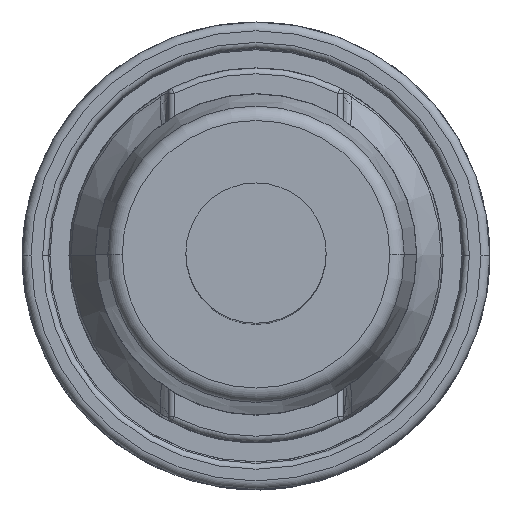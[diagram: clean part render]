
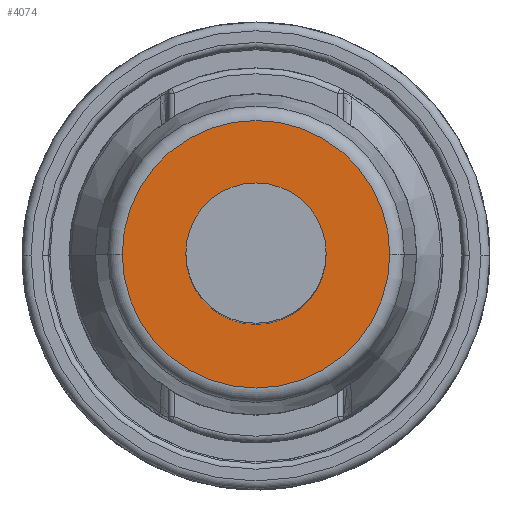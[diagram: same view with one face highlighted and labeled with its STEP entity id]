
A CAD part, top view. The second image highlights one B-rep face of the part: STEP entity #4074.
In plain terms, the highlighted planar face has unit normal (0, 0, 1).
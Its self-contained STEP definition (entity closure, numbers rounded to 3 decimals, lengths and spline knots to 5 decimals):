
#133 = CIRCLE ( 'NONE', #77547, 0.18017 ) ;
#3283 = EDGE_CURVE ( 'NONE', #10621, #63294, #133, .T. ) ;
#3881 = ORIENTED_EDGE ( 'NONE', *, *, #20085, .T. ) ;
#4074 = ADVANCED_FACE ( 'NONE', ( #79098, #85272 ), #32387, .F. ) ;
#4860 = EDGE_LOOP ( 'NONE', ( #49340, #87278 ) ) ;
#10351 = DIRECTION ( 'NONE',  ( 0., -1., 0. ) ) ;
#10621 = VERTEX_POINT ( 'NONE', #68811 ) ;
#11372 = CARTESIAN_POINT ( 'NONE',  ( 0., 0., 1.57087 ) ) ;
#11535 = CARTESIAN_POINT ( 'NONE',  ( 0.18017, 0., 1.57087 ) ) ;
#13464 = CIRCLE ( 'NONE', #45894, 0.09449 ) ;
#13476 = CIRCLE ( 'NONE', #85287, 0.09449 ) ;
#19014 = EDGE_CURVE ( 'NONE', #43492, #36360, #13464, .T. ) ;
#19720 = EDGE_LOOP ( 'NONE', ( #74040, #3881 ) ) ;
#20085 = EDGE_CURVE ( 'NONE', #63294, #10621, #35946, .T. ) ;
#20466 = DIRECTION ( 'NONE',  ( 0., 0., 1. ) ) ;
#23202 = CARTESIAN_POINT ( 'NONE',  ( 0.09449, 0., 1.57087 ) ) ;
#32387 = PLANE ( 'NONE',  #36818 ) ;
#33569 = DIRECTION ( 'NONE',  ( 0., 0., 1. ) ) ;
#35946 = CIRCLE ( 'NONE', #42988, 0.18017 ) ;
#36360 = VERTEX_POINT ( 'NONE', #47360 ) ;
#36818 = AXIS2_PLACEMENT_3D ( 'NONE', #71181, #38588, #10351 ) ;
#38588 = DIRECTION ( 'NONE',  ( 0., 0., -1. ) ) ;
#38757 = DIRECTION ( 'NONE',  ( 0., 0., 1. ) ) ;
#42988 = AXIS2_PLACEMENT_3D ( 'NONE', #11372, #38757, #85443 ) ;
#43492 = VERTEX_POINT ( 'NONE', #23202 ) ;
#45163 = DIRECTION ( 'NONE',  ( 0., 0., 1. ) ) ;
#45894 = AXIS2_PLACEMENT_3D ( 'NONE', #66751, #20466, #74251 ) ;
#47360 = CARTESIAN_POINT ( 'NONE',  ( -0.09449, 0., 1.57087 ) ) ;
#49340 = ORIENTED_EDGE ( 'NONE', *, *, #81871, .F. ) ;
#51334 = CARTESIAN_POINT ( 'NONE',  ( 0., 0., 1.57087 ) ) ;
#54655 = DIRECTION ( 'NONE',  ( -1., 0., 0. ) ) ;
#58793 = DIRECTION ( 'NONE',  ( 1., 0., 0. ) ) ;
#63294 = VERTEX_POINT ( 'NONE', #11535 ) ;
#66751 = CARTESIAN_POINT ( 'NONE',  ( 0., 0., 1.57087 ) ) ;
#68811 = CARTESIAN_POINT ( 'NONE',  ( -0.18017, 0., 1.57087 ) ) ;
#71181 = CARTESIAN_POINT ( 'NONE',  ( 0., 0., 1.57087 ) ) ;
#74040 = ORIENTED_EDGE ( 'NONE', *, *, #3283, .T. ) ;
#74251 = DIRECTION ( 'NONE',  ( 1., 0., 0. ) ) ;
#75384 = CARTESIAN_POINT ( 'NONE',  ( 0., 0., 1.57087 ) ) ;
#77547 = AXIS2_PLACEMENT_3D ( 'NONE', #75384, #33569, #54655 ) ;
#79098 = FACE_OUTER_BOUND ( 'NONE', #19720, .T. ) ;
#81871 = EDGE_CURVE ( 'NONE', #36360, #43492, #13476, .T. ) ;
#85272 = FACE_BOUND ( 'NONE', #4860, .T. ) ;
#85287 = AXIS2_PLACEMENT_3D ( 'NONE', #51334, #45163, #58793 ) ;
#85443 = DIRECTION ( 'NONE',  ( -1., 0., 0. ) ) ;
#87278 = ORIENTED_EDGE ( 'NONE', *, *, #19014, .F. ) ;
